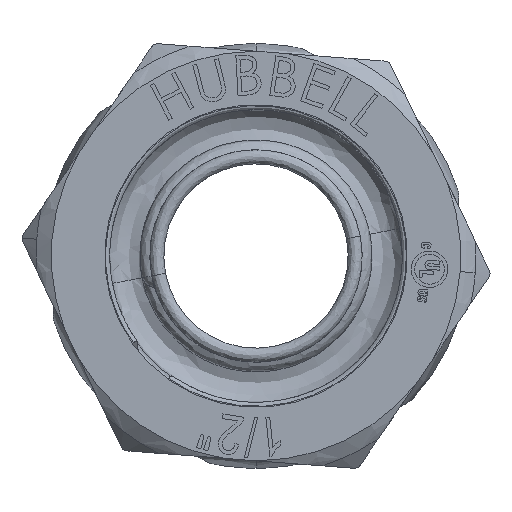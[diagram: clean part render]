
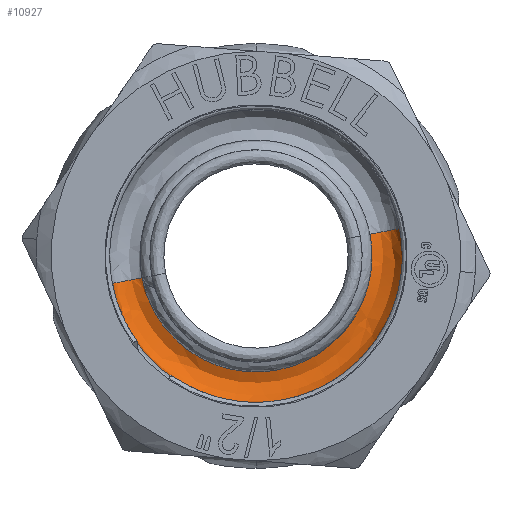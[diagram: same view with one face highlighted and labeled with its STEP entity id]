
A CAD part, left-side view. The second image highlights one B-rep face of the part: STEP entity #10927.
In plain terms, the highlighted free-form (B-spline) face has degree [3, 3] with [4, 4] control points.
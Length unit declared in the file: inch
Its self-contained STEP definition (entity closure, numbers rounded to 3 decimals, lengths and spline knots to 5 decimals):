
#603 = EDGE_CURVE ( 'NONE', #28211, #41592, #33251, .T. ) ;
#1432 = CIRCLE ( 'NONE', #8023, 0.05916 ) ;
#1925 = CARTESIAN_POINT ( 'NONE',  ( -0.03947, -0.61, -0.305 ) ) ;
#2618 = AXIS2_PLACEMENT_3D ( 'NONE', #44282, #7031, #27375 ) ;
#5331 = ORIENTED_EDGE ( 'NONE', *, *, #35986, .T. ) ;
#5532 = CARTESIAN_POINT ( 'NONE',  ( 0.07884, 0., -0.305 ) ) ;
#7031 = DIRECTION ( 'NONE',  ( -1., 0., 0. ) ) ;
#7709 = CARTESIAN_POINT ( 'NONE',  ( 0.07884, 0., -0.42331 ) ) ;
#8023 = AXIS2_PLACEMENT_3D ( 'NONE', #31768, #11445, #28887 ) ;
#8215 = VERTEX_POINT ( 'NONE', #41699 ) ;
#8682 = CARTESIAN_POINT ( 'NONE',  ( 0.07884, -0.61, -0.305 ) ) ;
#10601 = FACE_OUTER_BOUND ( 'NONE', #18810, .T. ) ;
#10927 = ADVANCED_FACE ( 'NONE', ( #10601 ), #24388, .F. ) ;
#10959 = CARTESIAN_POINT ( 'NONE',  ( 0.07884, 0., 0. ) ) ;
#11445 = DIRECTION ( 'NONE',  ( 0., 1., 0. ) ) ;
#11512 = ORIENTED_EDGE ( 'NONE', *, *, #22795, .F. ) ;
#12283 = CARTESIAN_POINT ( 'NONE',  ( 0.07884, -0.61, 0.305 ) ) ;
#12427 = CARTESIAN_POINT ( 'NONE',  ( 0.07884, -0.84663, -0.42331 ) ) ;
#12983 = ORIENTED_EDGE ( 'NONE', *, *, #20781, .F. ) ;
#13280 = CARTESIAN_POINT ( 'NONE',  ( 0.07884, 0., 0.305 ) ) ;
#15011 = DIRECTION ( 'NONE',  ( 0., 0., -1. ) ) ;
#15288 = CARTESIAN_POINT ( 'NONE',  ( -0.03947, -0.84663, -0.42331 ) ) ;
#15735 = CARTESIAN_POINT ( 'NONE',  ( 0.07884, 0., 0.42331 ) ) ;
#17915 = ORIENTED_EDGE ( 'NONE', *, *, #603, .F. ) ;
#18810 = EDGE_LOOP ( 'NONE', ( #11512, #17915, #5331, #12983 ) ) ;
#19067 = CARTESIAN_POINT ( 'NONE',  ( -0.03947, -0.84663, 0.42331 ) ) ;
#20781 = EDGE_CURVE ( 'NONE', #32279, #8215, #41557, .T. ) ;
#22507 = CARTESIAN_POINT ( 'NONE',  ( -0.03947, 0., 0.42331 ) ) ;
#22795 = EDGE_CURVE ( 'NONE', #41592, #32279, #33805, .T. ) ;
#23136 = DIRECTION ( 'NONE',  ( 0., -1., 0. ) ) ;
#24388 =( BOUNDED_SURFACE ( )  B_SPLINE_SURFACE ( 3, 3, ( 
 ( #5532, #8682, #12283, #29600 ),
 ( #35940, #1925, #29165, #36236 ),
 ( #33085, #15288, #19067, #22507 ),
 ( #36096, #12427, #29315, #15735 ) ),
 .UNSPECIFIED., .F., .F., .F. ) 
 B_SPLINE_SURFACE_WITH_KNOTS ( ( 4, 4 ),
 ( 4, 4 ),
 ( 0., 1. ),
 ( 0., 1. ),
 .UNSPECIFIED. ) 
 GEOMETRIC_REPRESENTATION_ITEM ( )  RATIONAL_B_SPLINE_SURFACE ( (
 ( 1., 0.333, 0.333, 1.),
 ( 0.333, 0.111, 0.111, 0.333),
 ( 0.333, 0.111, 0.111, 0.333),
 ( 1., 0.333, 0.333, 1.) ) ) 
 REPRESENTATION_ITEM ( '' )  SURFACE ( )  );
#25768 = AXIS2_PLACEMENT_3D ( 'NONE', #40359, #23136, #15011 ) ;
#27375 = DIRECTION ( 'NONE',  ( 0., 0., 1. ) ) ;
#28211 = VERTEX_POINT ( 'NONE', #13280 ) ;
#28854 = DIRECTION ( 'NONE',  ( 1., 0., 0. ) ) ;
#28887 = DIRECTION ( 'NONE',  ( 0., 0., 1. ) ) ;
#29165 = CARTESIAN_POINT ( 'NONE',  ( -0.03947, -0.61, 0.305 ) ) ;
#29315 = CARTESIAN_POINT ( 'NONE',  ( 0.07884, -0.84663, 0.42331 ) ) ;
#29600 = CARTESIAN_POINT ( 'NONE',  ( 0.07884, 0., 0.305 ) ) ;
#31768 = CARTESIAN_POINT ( 'NONE',  ( 0.07884, 0., 0.36416 ) ) ;
#32279 = VERTEX_POINT ( 'NONE', #7709 ) ;
#32327 = DIRECTION ( 'NONE',  ( 0., 0., 1. ) ) ;
#33085 = CARTESIAN_POINT ( 'NONE',  ( -0.03947, 0., -0.42331 ) ) ;
#33251 = CIRCLE ( 'NONE', #41708, 0.305 ) ;
#33805 = CIRCLE ( 'NONE', #25768, 0.05916 ) ;
#35940 = CARTESIAN_POINT ( 'NONE',  ( -0.03947, 0., -0.305 ) ) ;
#35986 = EDGE_CURVE ( 'NONE', #28211, #8215, #1432, .T. ) ;
#36096 = CARTESIAN_POINT ( 'NONE',  ( 0.07884, 0., -0.42331 ) ) ;
#36236 = CARTESIAN_POINT ( 'NONE',  ( -0.03947, 0., 0.305 ) ) ;
#36266 = CARTESIAN_POINT ( 'NONE',  ( 0.07884, 0., -0.305 ) ) ;
#40359 = CARTESIAN_POINT ( 'NONE',  ( 0.07884, 0., -0.36416 ) ) ;
#41557 = CIRCLE ( 'NONE', #2618, 0.42331 ) ;
#41592 = VERTEX_POINT ( 'NONE', #36266 ) ;
#41699 = CARTESIAN_POINT ( 'NONE',  ( 0.07884, 0., 0.42331 ) ) ;
#41708 = AXIS2_PLACEMENT_3D ( 'NONE', #10959, #28854, #32327 ) ;
#44282 = CARTESIAN_POINT ( 'NONE',  ( 0.07884, 0., 0. ) ) ;
